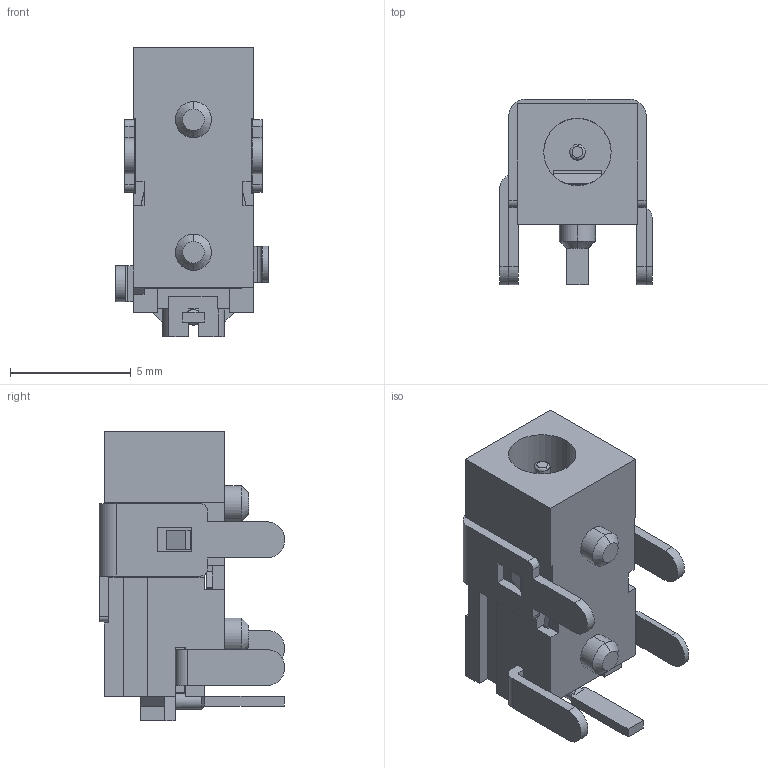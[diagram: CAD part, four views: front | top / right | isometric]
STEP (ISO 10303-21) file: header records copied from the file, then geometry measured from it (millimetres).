
FILE_DESCRIPTION (( 'STEP AP214' ), '1' );
FILE_NAME ('54-00170.STEP', '2023-07-19T04:44:42', ( '' ), ( '' ), 'SwSTEP 2.0', 'SolidWorks 2021', '' );
FILE_SCHEMA (( 'AUTOMOTIVE_DESIGN' ));
Length unit declared in the file: millimetre
Products named in the file (2): 54-00170; 54-00170_54-00170
Assembly tree (1 placements, depth 2):
  54-00170
    54-00170_54-00170
Bounding box: 6.32 x 7.7 x 12 mm (x, y, z)
Volume: 206.9 mm3; surface area: 667.8 mm2
Topology: 1 solids, 1 shells, 283 faces, 830 edges, 538 vertices
Faces by surface type: plane 214, cylinder 54, bspline 9, cone 6
Entity records: 10724 total; most frequent: CARTESIAN_POINT 2228, ORIENTED_EDGE 1656, DIRECTION 1486, EDGE_CURVE 828, VECTOR 670, LINE 670, VERTEX_POINT 538, AXIS2_PLACEMENT_3D 408
